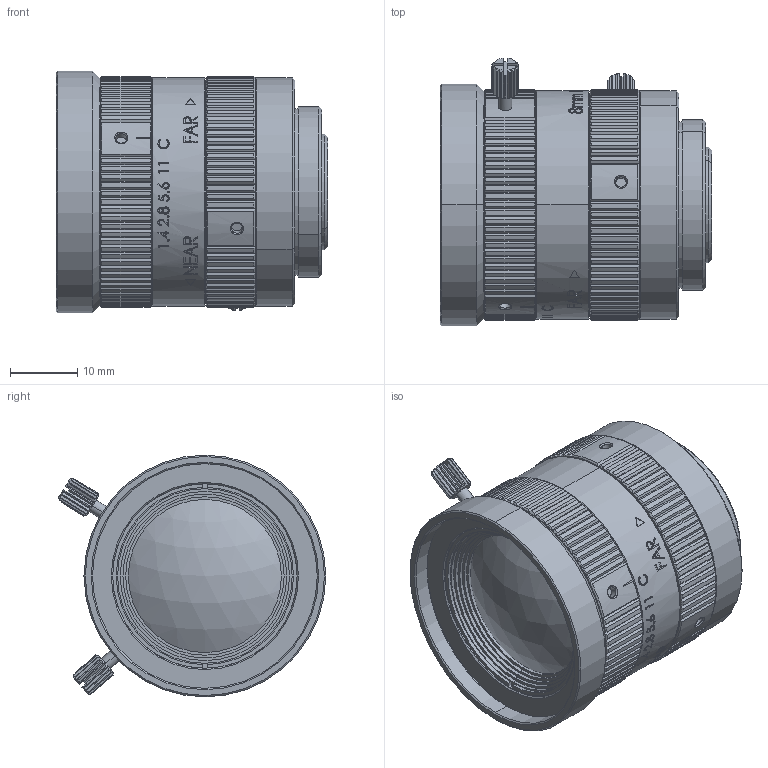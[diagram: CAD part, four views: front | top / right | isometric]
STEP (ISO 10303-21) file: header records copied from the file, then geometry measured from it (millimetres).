
FILE_DESCRIPTION (( 'STEP AP203' ), '1' );
FILE_NAME ('600036.STEP', '2021-08-06T03:02:23', ( '' ), ( '' ), 'SwSTEP 2.0', 'SolidWorks 2020', '' );
FILE_SCHEMA (( 'CONFIG_CONTROL_DESIGN' ));
Length unit declared in the file: millimetre
Products named in the file (1): 600036
Bounding box: 40.43 x 39.83 x 36 mm (x, y, z)
Volume: 30569.1 mm3; surface area: 13534.2 mm2
Topology: 4 solids, 5 shells, 1596 faces, 4417 edges, 2925 vertices
Faces by surface type: plane 656, cone 379, cylinder 356, bspline 196, torus 6, sphere 3
Entity records: 77629 total; most frequent: CARTESIAN_POINT 38579, ORIENTED_EDGE 8834, DIRECTION 7180, EDGE_CURVE 4417, VERTEX_POINT 2925, AXIS2_PLACEMENT_3D 2580, LINE 2020, VECTOR 2020
